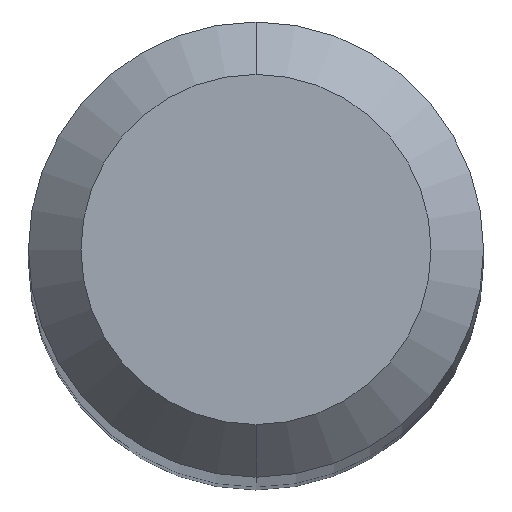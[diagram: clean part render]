
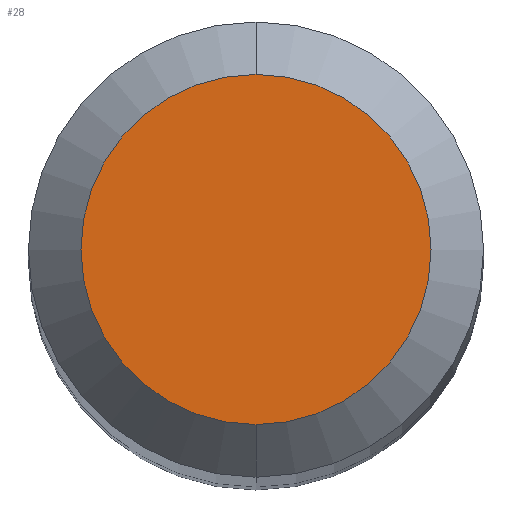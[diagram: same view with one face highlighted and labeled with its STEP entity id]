
A CAD part, top view. The second image highlights one B-rep face of the part: STEP entity #28.
In plain terms, the highlighted planar face has unit normal (0, 0, 1).
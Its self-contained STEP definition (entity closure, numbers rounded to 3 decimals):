
#4 = CIRCLE ( 'NONE', #117, 1. ) ;
#28 = ADVANCED_FACE ( 'NONE', ( #113 ), #224, .F. ) ;
#35 = ORIENTED_EDGE ( 'NONE', *, *, #82, .F. ) ;
#44 = DIRECTION ( 'NONE',  ( 0., 0., -1. ) ) ;
#67 = CARTESIAN_POINT ( 'NONE',  ( 0., 0., 43. ) ) ;
#82 = EDGE_CURVE ( 'NONE', #142, #208, #211, .T. ) ;
#87 = CARTESIAN_POINT ( 'NONE',  ( 0., 1., 43. ) ) ;
#92 = DIRECTION ( 'NONE',  ( 0., 0., -1. ) ) ;
#100 = CARTESIAN_POINT ( 'NONE',  ( 0., 0., 43. ) ) ;
#103 = ORIENTED_EDGE ( 'NONE', *, *, #162, .F. ) ;
#113 = FACE_OUTER_BOUND ( 'NONE', #284, .T. ) ;
#117 = AXIS2_PLACEMENT_3D ( 'NONE', #67, #44, #192 ) ;
#142 = VERTEX_POINT ( 'NONE', #153 ) ;
#146 = DIRECTION ( 'NONE',  ( 0., 0., -1. ) ) ;
#153 = CARTESIAN_POINT ( 'NONE',  ( 0., -1., 43. ) ) ;
#162 = EDGE_CURVE ( 'NONE', #208, #142, #4, .T. ) ;
#168 = DIRECTION ( 'NONE',  ( 0., 1., 0. ) ) ;
#173 = AXIS2_PLACEMENT_3D ( 'NONE', #219, #92, #168 ) ;
#191 = AXIS2_PLACEMENT_3D ( 'NONE', #100, #146, #330 ) ;
#192 = DIRECTION ( 'NONE',  ( 0., 1., 0. ) ) ;
#208 = VERTEX_POINT ( 'NONE', #87 ) ;
#211 = CIRCLE ( 'NONE', #191, 1. ) ;
#219 = CARTESIAN_POINT ( 'NONE',  ( 0., 0., 43. ) ) ;
#224 = PLANE ( 'NONE',  #173 ) ;
#284 = EDGE_LOOP ( 'NONE', ( #103, #35 ) ) ;
#330 = DIRECTION ( 'NONE',  ( 0., 1., 0. ) ) ;
